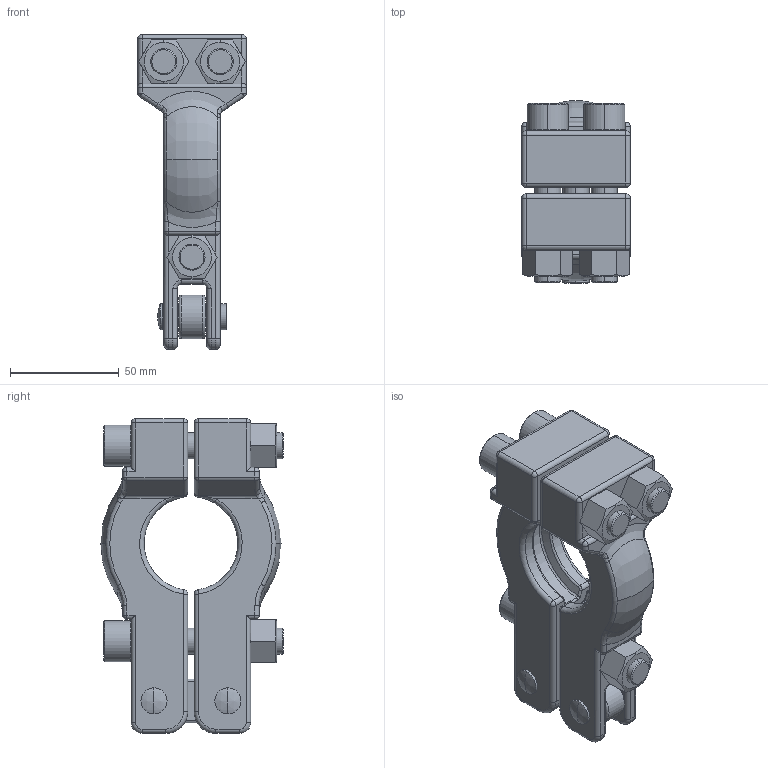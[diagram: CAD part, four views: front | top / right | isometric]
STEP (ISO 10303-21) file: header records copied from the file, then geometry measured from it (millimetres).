
FILE_DESCRIPTION (( 'STEP AP214' ), '1' );
FILE_NAME ('CL.AS8.0100 BLOCK.STEP', '2019-04-16T07:56:10', ( '' ), ( '' ), 'SwSTEP 2.0', 'SolidWorks 2019', '' );
FILE_SCHEMA (( 'AUTOMOTIVE_DESIGN' ));
Length unit declared in the file: millimetre
Products named in the file (1): CL.AS8.0100 BLOCK
Bounding box: 50 x 84 x 145 mm (x, y, z)
Volume: 232691.5 mm3; surface area: 64086.9 mm2
Topology: 4 solids, 4 shells, 483 faces, 1107 edges, 621 vertices
Faces by surface type: cylinder 172, plane 113, torus 54, cone 54, bspline 48, sphere 42
Entity records: 15059 total; most frequent: CARTESIAN_POINT 4348, DIRECTION 2364, ORIENTED_EDGE 2150, EDGE_CURVE 1075, AXIS2_PLACEMENT_3D 961, VERTEX_POINT 621, CIRCLE 525, EDGE_LOOP 520
